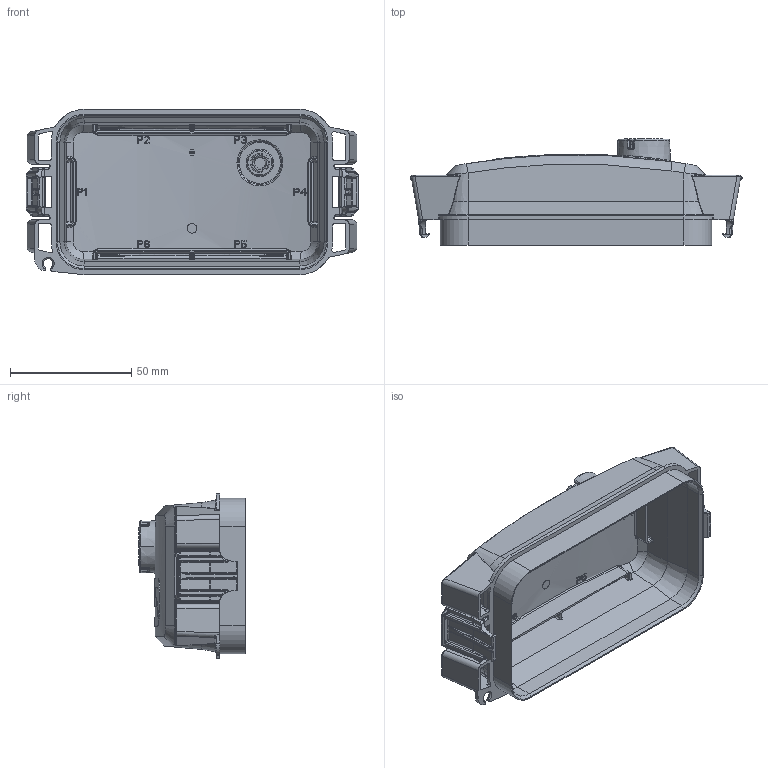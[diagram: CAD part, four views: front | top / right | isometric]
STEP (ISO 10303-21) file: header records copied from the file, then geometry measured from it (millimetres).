
FILE_DESCRIPTION((''),'2;1');
FILE_NAME('SC42-2019A-A001_NCF_ASM','2023-10-23T13:06:42',('20077268'),(''),'CREO PARAMETRIC BY PTC INC, 2017110','CREO PARAMETRIC BY PTC INC, 2017110','');
FILE_SCHEMA(('CONFIG_CONTROL_DESIGN'));
Products named in the file (4): PC27-2000D-B001_NCF; PC46-2000B-A000_NCF; PC42-2019A-A001_NCF_ASM; SC42-2019A-A001_NCF_ASM
Assembly tree (3 placements, depth 3):
  SC42-2019A-A001_NCF_ASM
    PC42-2019A-A001_NCF_ASM
      PC27-2000D-B001_NCF
      PC46-2000B-A000_NCF
Bounding box: 136.9 x 43.9 x 68.1 mm (x, y, z)
Volume: 36227.9 mm3; surface area: 48129.2 mm2
Topology: 3 solids, 3 shells, 1734 faces, 4445 edges, 2727 vertices
Faces by surface type: bspline 535, plane 501, cylinder 467, torus 92, sphere 70, cone 65, extrusion 4
Entity records: 73291 total; most frequent: CARTESIAN_POINT 34664, ORIENTED_EDGE 8882, DIRECTION 6863, EDGE_CURVE 4441, VERTEX_POINT 2727, AXIS2_PLACEMENT_3D 2427, VECTOR 2009, LINE 2005
